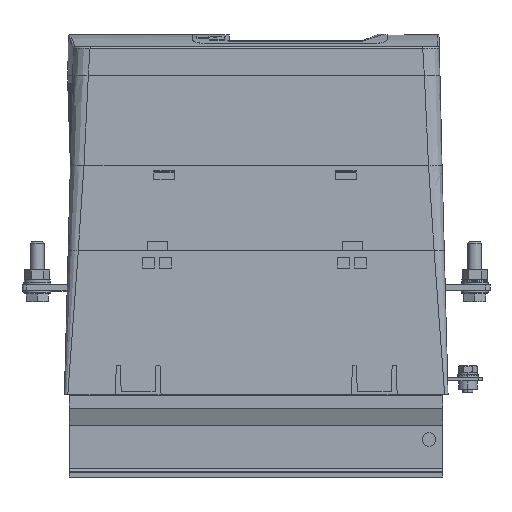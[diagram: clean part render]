
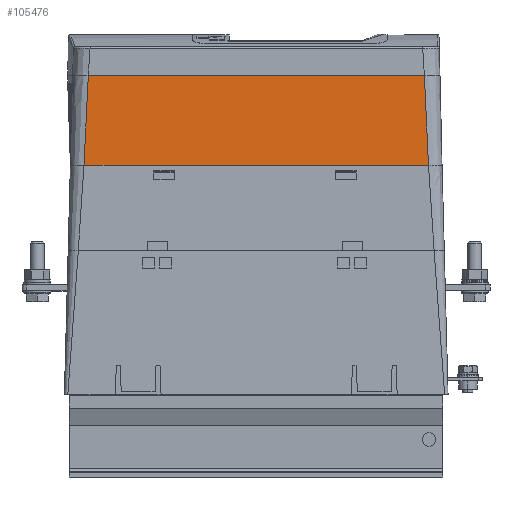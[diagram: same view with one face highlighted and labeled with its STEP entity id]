
A CAD part, left-side view. The second image highlights one B-rep face of the part: STEP entity #105476.
In plain terms, the highlighted planar face has unit normal (-1, 0, 0.026).
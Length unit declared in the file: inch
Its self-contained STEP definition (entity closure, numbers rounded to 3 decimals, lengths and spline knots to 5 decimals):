
#1986 = CARTESIAN_POINT ( 'NONE',  ( -3.80469, 0.3891, 7.44826 ) ) ;
#3752 = VERTEX_POINT ( 'NONE', #92865 ) ;
#4086 = ORIENTED_EDGE ( 'NONE', *, *, #120470, .F. ) ;
#4539 = LINE ( 'NONE', #5376, #134082 ) ;
#5376 = CARTESIAN_POINT ( 'NONE',  ( -3.84051, -0.04011, 6.06501 ) ) ;
#6250 = CARTESIAN_POINT ( 'NONE',  ( -3.78656, 8.22424, 8.14855 ) ) ;
#11353 = CARTESIAN_POINT ( 'NONE',  ( -3.80919, 0.38123, 7.27447 ) ) ;
#11642 = B_SPLINE_CURVE_WITH_KNOTS ( 'NONE', 3,
 ( #158117, #145378, #16449, #39387, #68186, #158956, #30000, #81771, #155613, #91129, #82614, #46085, #147065, #69877, #6250, #97845 ),
 .UNSPECIFIED., .F., .F.,
 ( 4, 3, 3, 3, 3, 4 ),
 ( 0., 0.24599, 0.49585, 0.7457, 0.99556, 1. ),
 .UNSPECIFIED. ) ;
#12194 = CARTESIAN_POINT ( 'NONE',  ( -3.83163, 0.34198, 6.40786 ) ) ;
#12258 = LINE ( 'NONE', #116587, #32623 ) ;
#13093 = DIRECTION ( 'NONE',  ( 0., 1., 0. ) ) ;
#14697 = CARTESIAN_POINT ( 'NONE',  ( -3.78669, 0.42058, 8.14345 ) ) ;
#16449 = CARTESIAN_POINT ( 'NONE',  ( -3.83165, 8.30822, 6.4072 ) ) ;
#23087 = FACE_OUTER_BOUND ( 'NONE', #27174, .T. ) ;
#25753 = CARTESIAN_POINT ( 'NONE',  ( -3.80019, 0.39697, 7.62206 ) ) ;
#27174 = EDGE_LOOP ( 'NONE', ( #40285, #79886, #4086, #36509 ) ) ;
#30000 = CARTESIAN_POINT ( 'NONE',  ( -3.81372, 8.27477, 7.09965 ) ) ;
#32623 = VECTOR ( 'NONE', #13093, 39.37008 ) ;
#33758 = VERTEX_POINT ( 'NONE', #119580 ) ;
#34150 = DIRECTION ( 'NONE',  ( 1., 0., -0.026 ) ) ;
#36509 = ORIENTED_EDGE ( 'NONE', *, *, #152037, .F. ) ;
#38457 = CARTESIAN_POINT ( 'NONE',  ( -3.81819, 0.36549, 6.92687 ) ) ;
#39387 = CARTESIAN_POINT ( 'NONE',  ( -3.82722, 8.29995, 6.5783 ) ) ;
#40285 = ORIENTED_EDGE ( 'NONE', *, *, #61318, .F. ) ;
#43533 = DIRECTION ( 'NONE',  ( 0., 1., 0. ) ) ;
#46085 = CARTESIAN_POINT ( 'NONE',  ( -3.79122, 8.22886, 7.96848 ) ) ;
#48098 = B_SPLINE_CURVE_WITH_KNOTS ( 'NONE', 3,
 ( #89373, #153026, #115687, #14697, #118201, #127581, #25753, #1986, #11353, #101298, #38457, #140305, #63095, #12194, #63933, #114859 ),
 .UNSPECIFIED., .F., .F.,
 ( 4, 3, 3, 3, 3, 4 ),
 ( 0., 0.00392, 0.25379, 0.50367, 0.75354, 1. ),
 .UNSPECIFIED. ) ;
#55648 = EDGE_CURVE ( 'NONE', #3752, #147383, #12258, .T. ) ;
#57703 = AXIS2_PLACEMENT_3D ( 'NONE', #73165, #34150, #86729 ) ;
#61259 = CARTESIAN_POINT ( 'NONE',  ( -3.78648, 8.22416, 8.15164 ) ) ;
#61318 = EDGE_CURVE ( 'NONE', #3752, #68150, #48098, .T. ) ;
#63095 = CARTESIAN_POINT ( 'NONE',  ( -3.82719, 0.34974, 6.57928 ) ) ;
#63933 = CARTESIAN_POINT ( 'NONE',  ( -3.83607, 0.33039, 6.23652 ) ) ;
#68150 = VERTEX_POINT ( 'NONE', #145209 ) ;
#68186 = CARTESIAN_POINT ( 'NONE',  ( -3.82272, 8.29156, 6.75208 ) ) ;
#69877 = CARTESIAN_POINT ( 'NONE',  ( -3.78664, 8.22432, 8.14546 ) ) ;
#73165 = CARTESIAN_POINT ( 'NONE',  ( -3.84051, 8.63979, 6.06501 ) ) ;
#74835 = PLANE ( 'NONE',  #57703 ) ;
#79886 = ORIENTED_EDGE ( 'NONE', *, *, #55648, .T. ) ;
#81771 = CARTESIAN_POINT ( 'NONE',  ( -3.80922, 8.26637, 7.27344 ) ) ;
#82614 = CARTESIAN_POINT ( 'NONE',  ( -3.79572, 8.24119, 7.79479 ) ) ;
#86729 = DIRECTION ( 'NONE',  ( -0.026, 0., -1. ) ) ;
#89373 = CARTESIAN_POINT ( 'NONE',  ( -3.78648, 0.42077, 8.15164 ) ) ;
#91129 = CARTESIAN_POINT ( 'NONE',  ( -3.80022, 8.24958, 7.62101 ) ) ;
#92865 = CARTESIAN_POINT ( 'NONE',  ( -3.78648, 0.42077, 8.15164 ) ) ;
#97845 = CARTESIAN_POINT ( 'NONE',  ( -3.78648, 8.22416, 8.15164 ) ) ;
#101298 = CARTESIAN_POINT ( 'NONE',  ( -3.81369, 0.37336, 7.10067 ) ) ;
#105476 = ADVANCED_FACE ( 'NONE', ( #23087 ), #74835, .F. ) ;
#114859 = CARTESIAN_POINT ( 'NONE',  ( -3.84051, 0.32629, 6.06501 ) ) ;
#115687 = CARTESIAN_POINT ( 'NONE',  ( -3.78662, 0.42064, 8.14618 ) ) ;
#116587 = CARTESIAN_POINT ( 'NONE',  ( -3.78648, -1.13484, 8.15164 ) ) ;
#118201 = CARTESIAN_POINT ( 'NONE',  ( -3.79119, 0.41664, 7.96957 ) ) ;
#119580 = CARTESIAN_POINT ( 'NONE',  ( -3.84051, 8.32493, 6.06501 ) ) ;
#120470 = EDGE_CURVE ( 'NONE', #33758, #147383, #11642, .T. ) ;
#127581 = CARTESIAN_POINT ( 'NONE',  ( -3.79569, 0.40484, 7.79586 ) ) ;
#134082 = VECTOR ( 'NONE', #43533, 39.37008 ) ;
#140305 = CARTESIAN_POINT ( 'NONE',  ( -3.82269, 0.35761, 6.75308 ) ) ;
#145209 = CARTESIAN_POINT ( 'NONE',  ( -3.84051, 0.32629, 6.06501 ) ) ;
#145378 = CARTESIAN_POINT ( 'NONE',  ( -3.83608, 8.3203, 6.2362 ) ) ;
#147065 = CARTESIAN_POINT ( 'NONE',  ( -3.78672, 8.2244, 8.14236 ) ) ;
#147383 = VERTEX_POINT ( 'NONE', #61259 ) ;
#152037 = EDGE_CURVE ( 'NONE', #68150, #33758, #4539, .T. ) ;
#153026 = CARTESIAN_POINT ( 'NONE',  ( -3.78655, 0.4207, 8.14891 ) ) ;
#155613 = CARTESIAN_POINT ( 'NONE',  ( -3.80472, 8.25798, 7.44722 ) ) ;
#158117 = CARTESIAN_POINT ( 'NONE',  ( -3.84051, 8.32493, 6.06501 ) ) ;
#158956 = CARTESIAN_POINT ( 'NONE',  ( -3.81822, 8.28316, 6.92587 ) ) ;
